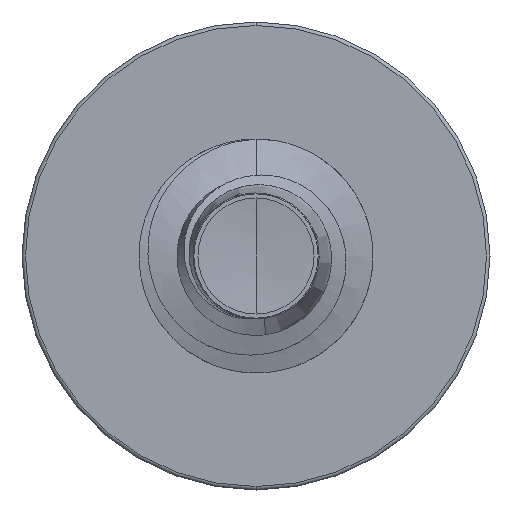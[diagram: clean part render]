
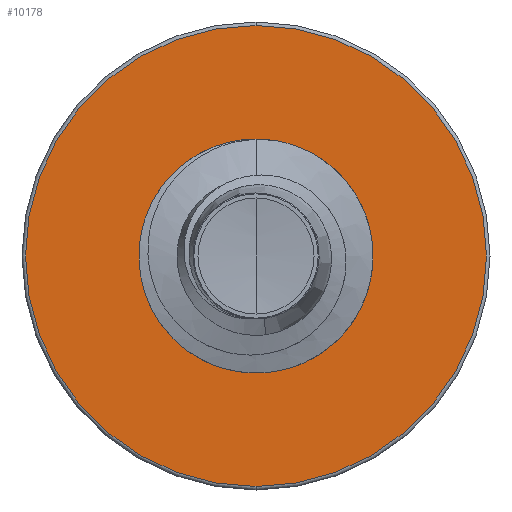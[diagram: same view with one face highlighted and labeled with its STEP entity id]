
A CAD part, front view. The second image highlights one B-rep face of the part: STEP entity #10178.
In plain terms, the highlighted planar face has unit normal (0, -1, 0).
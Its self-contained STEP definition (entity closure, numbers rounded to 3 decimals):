
#274 = DIRECTION ( 'NONE',  ( 0., 0., 1. ) ) ;
#296 = DIRECTION ( 'NONE',  ( 0., 1., 0. ) ) ;
#315 = PLANE ( 'NONE',  #2192 ) ;
#407 = CARTESIAN_POINT ( 'NONE',  ( 0., 6., -2.415 ) ) ;
#872 = EDGE_LOOP ( 'NONE', ( #11011, #9757 ) ) ;
#1398 = VERTEX_POINT ( 'NONE', #10553 ) ;
#1843 = DIRECTION ( 'NONE',  ( 0., 0., 1. ) ) ;
#1872 = DIRECTION ( 'NONE',  ( 0., 1., 0. ) ) ;
#1883 = AXIS2_PLACEMENT_3D ( 'NONE', #6314, #6261, #6042 ) ;
#1885 = CARTESIAN_POINT ( 'NONE',  ( 0., 6., 0. ) ) ;
#1996 = ORIENTED_EDGE ( 'NONE', *, *, #10313, .F. ) ;
#2192 = AXIS2_PLACEMENT_3D ( 'NONE', #407, #296, #274 ) ;
#2325 = DIRECTION ( 'NONE',  ( 0., 0., 1. ) ) ;
#2328 = DIRECTION ( 'NONE',  ( 0., 1., 0. ) ) ;
#2343 = CARTESIAN_POINT ( 'NONE',  ( 0., 6., 0. ) ) ;
#3190 = AXIS2_PLACEMENT_3D ( 'NONE', #4230, #4213, #4198 ) ;
#3976 = AXIS2_PLACEMENT_3D ( 'NONE', #2343, #2328, #2325 ) ;
#4198 = DIRECTION ( 'NONE',  ( 0., 0., 1. ) ) ;
#4213 = DIRECTION ( 'NONE',  ( 0., 1., 0. ) ) ;
#4230 = CARTESIAN_POINT ( 'NONE',  ( 0., 6., 0. ) ) ;
#4483 = FACE_OUTER_BOUND ( 'NONE', #10623, .T. ) ;
#4727 = AXIS2_PLACEMENT_3D ( 'NONE', #1885, #1872, #1843 ) ;
#4730 = ORIENTED_EDGE ( 'NONE', *, *, #9321, .F. ) ;
#5064 = CARTESIAN_POINT ( 'NONE',  ( 0., 6., -4.925 ) ) ;
#5447 = CARTESIAN_POINT ( 'NONE',  ( 0., 6., 4.925 ) ) ;
#6042 = DIRECTION ( 'NONE',  ( 0., 0., 1. ) ) ;
#6261 = DIRECTION ( 'NONE',  ( 0., 1., 0. ) ) ;
#6314 = CARTESIAN_POINT ( 'NONE',  ( 0., 6., 0. ) ) ;
#6315 = CARTESIAN_POINT ( 'NONE',  ( 0., 6., -2.415 ) ) ;
#7138 = VERTEX_POINT ( 'NONE', #5447 ) ;
#7275 = CIRCLE ( 'NONE', #3976, 4.925 ) ;
#7406 = VERTEX_POINT ( 'NONE', #5064 ) ;
#7773 = CIRCLE ( 'NONE', #1883, 4.925 ) ;
#8569 = CIRCLE ( 'NONE', #3190, 2.415 ) ;
#8952 = EDGE_CURVE ( 'NONE', #1398, #10316, #10764, .T. ) ;
#9321 = EDGE_CURVE ( 'NONE', #7138, #7406, #7275, .T. ) ;
#9757 = ORIENTED_EDGE ( 'NONE', *, *, #9796, .T. ) ;
#9796 = EDGE_CURVE ( 'NONE', #10316, #1398, #8569, .T. ) ;
#10178 = ADVANCED_FACE ( 'NONE', ( #4483, #10588 ), #315, .F. ) ;
#10313 = EDGE_CURVE ( 'NONE', #7406, #7138, #7773, .T. ) ;
#10316 = VERTEX_POINT ( 'NONE', #6315 ) ;
#10553 = CARTESIAN_POINT ( 'NONE',  ( 0., 6., 2.415 ) ) ;
#10588 = FACE_BOUND ( 'NONE', #872, .T. ) ;
#10623 = EDGE_LOOP ( 'NONE', ( #4730, #1996 ) ) ;
#10764 = CIRCLE ( 'NONE', #4727, 2.415 ) ;
#11011 = ORIENTED_EDGE ( 'NONE', *, *, #8952, .T. ) ;
